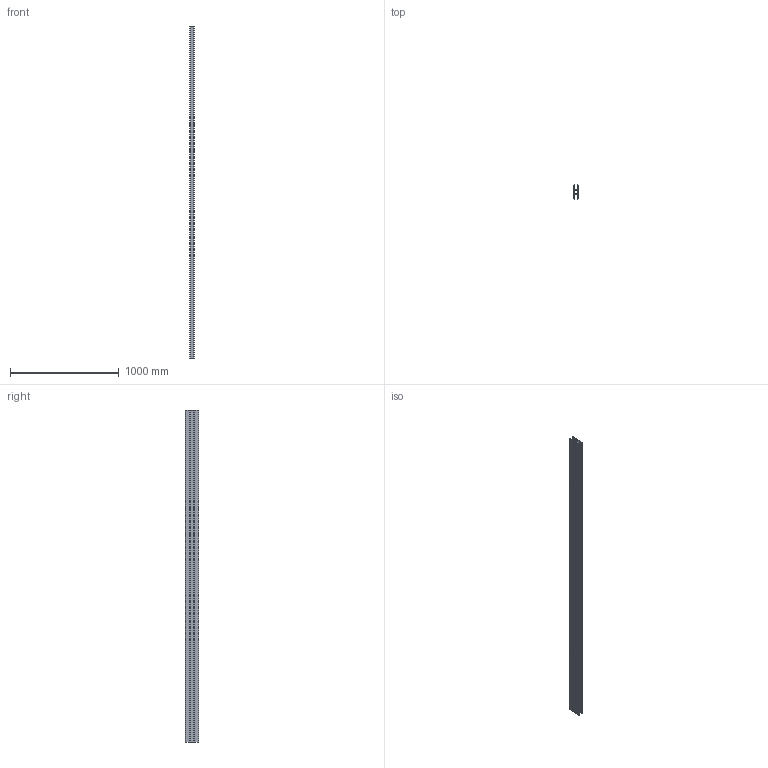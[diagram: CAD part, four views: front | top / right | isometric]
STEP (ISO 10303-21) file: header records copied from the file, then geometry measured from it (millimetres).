
FILE_DESCRIPTION(('TurboCAD Mac Pro'),'Build 980');
FILE_NAME('P1001_3.stp',' ',(''),(''),'ACIS Interop','IMSI','TurboCAD Mac Pro BY IMSI, INCORPORATED');
FILE_SCHEMA(('automotive_design'));
Length unit declared in the file: inch
Products named in the file (2): 1; 2
Bounding box: 41.28 x 123.82 x 3048 mm (x, y, z)
Volume: 3261266 mm3; surface area: 2276842.8 mm2
Topology: 2 solids, 2 shells, 92 faces, 264 edges, 176 vertices
Faces by surface type: bspline 48, plane 44
Entity records: 4019 total; most frequent: CARTESIAN_POINT 1158, ORIENTED_EDGE 528, EDGE_CURVE 264, DIRECTION 260, VERTEX_POINT 176, LINE 168, VECTOR 168, B_SPLINE_CURVE_WITH_KNOTS 96
